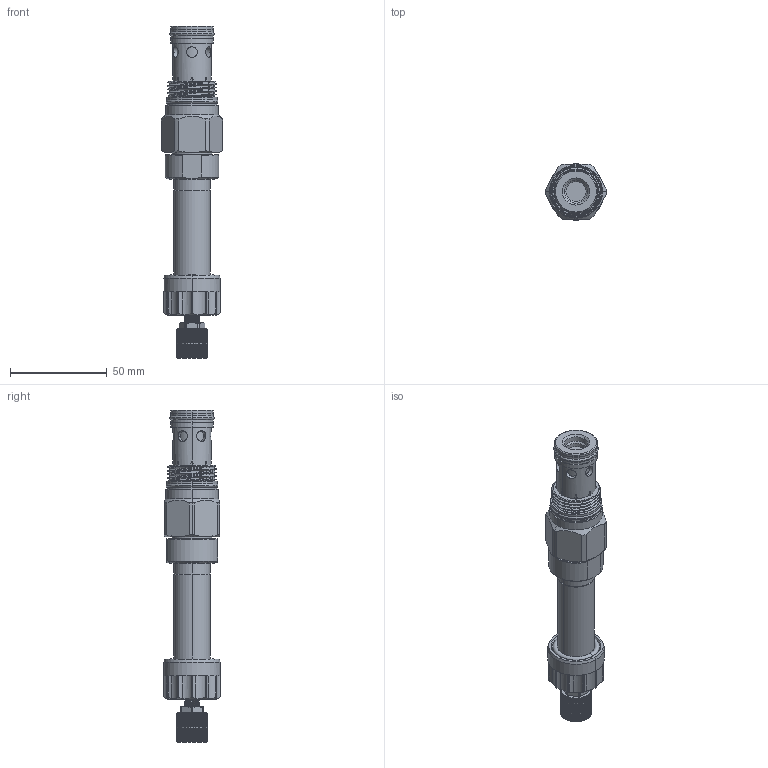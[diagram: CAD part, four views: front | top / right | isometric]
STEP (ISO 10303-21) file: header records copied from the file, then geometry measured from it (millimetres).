
FILE_DESCRIPTION (( 'STEP AP203' ), '1' );
FILE_NAME ('PEV5A2D-M.STEP', '2020-10-12T03:11:09', ( '' ), ( '' ), 'SwSTEP 2.0', 'SolidWorks 2018', '' );
FILE_SCHEMA (( 'CONFIG_CONTROL_DESIGN' ));
Products named in the file (1): PEV5A2D-M
Bounding box: 31.6 x 29.2 x 171.7 mm (x, y, z)
Volume: 69039.2 mm3; surface area: 19146.1 mm2
Topology: 7 solids, 8 shells, 617 faces, 1676 edges, 1101 vertices
Faces by surface type: plane 257, cylinder 248, cone 46, bspline 40, torus 26
Entity records: 41595 total; most frequent: CARTESIAN_POINT 27028, ORIENTED_EDGE 3352, DIRECTION 2662, EDGE_CURVE 1676, VERTEX_POINT 1101, AXIS2_PLACEMENT_3D 1022, EDGE_LOOP 657, LINE 618
